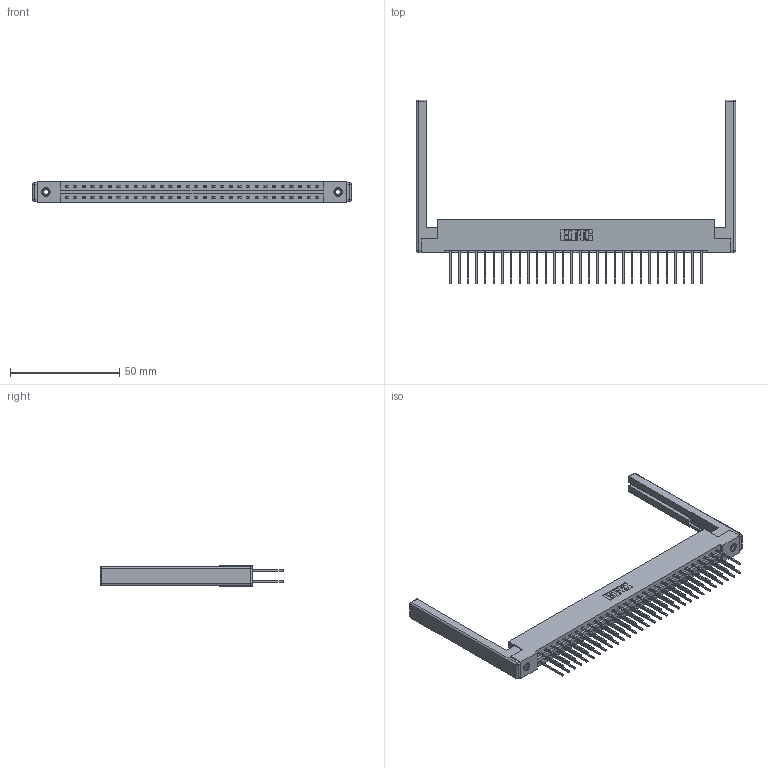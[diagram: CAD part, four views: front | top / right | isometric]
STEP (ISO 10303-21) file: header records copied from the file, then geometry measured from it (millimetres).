
FILE_DESCRIPTION (( 'STEP AP203' ), '1' );
FILE_NAME ('387-060-540-268.STEP', '2019-10-19T13:33:14', ( '' ), ( '' ), 'SwSTEP 2.0', 'SolidWorks 2016', '' );
FILE_SCHEMA (( 'CONFIG_CONTROL_DESIGN' ));
Length unit declared in the file: inch
Products named in the file (5): 387-060-540-268; 337 Part_Flush Mounting Lugs - 0.156 Dia-TI; 307-220-068; 345-292-001_345-293-140; 345-250-001_345-250-001-102
Assembly tree (65 placements, depth 2):
  387-060-540-268
    337 Part_Flush Mounting Lugs - 0.156 Dia-TI
    345-292-001_345-293-140  x60
    345-250-001_345-250-001-102  x2
    307-220-068  x2
Bounding box: 146.3 x 84.21 x 9.4 mm (x, y, z)
Volume: 19871.2 mm3; surface area: 22549.6 mm2
Topology: 65 solids, 65 shells, 3508 faces, 10361 edges, 6806 vertices
Faces by surface type: plane 2438, cylinder 1046, cone 12, sphere 8, torus 4
Entity records: 27590 total; most frequent: CARTESIAN_POINT 4623, ORIENTED_EDGE 4548, DIRECTION 4024, EDGE_CURVE 2274, LINE 2096, VECTOR 2096, VERTEX_POINT 1506, AXIS2_PLACEMENT_3D 964
